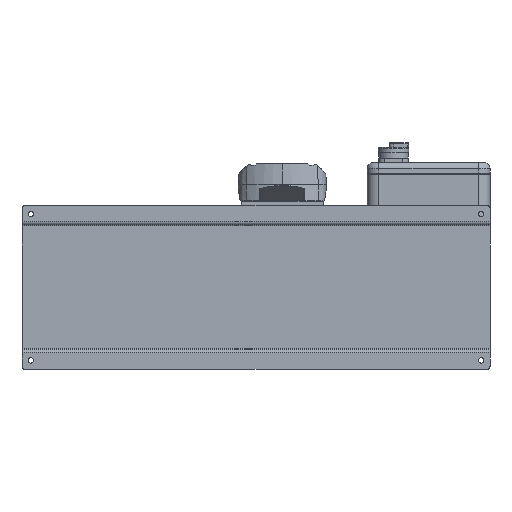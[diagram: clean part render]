
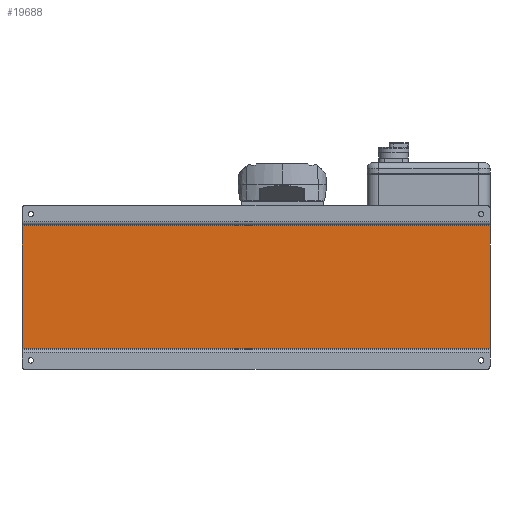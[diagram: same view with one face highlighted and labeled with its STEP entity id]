
A CAD part, front view. The second image highlights one B-rep face of the part: STEP entity #19688.
In plain terms, the highlighted planar face has unit normal (0, -1, 0).
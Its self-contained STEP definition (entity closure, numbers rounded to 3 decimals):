
#643 = AXIS2_PLACEMENT_3D ( 'NONE', #32149, #59883, #74335 ) ;
#4711 = VECTOR ( 'NONE', #77256, 1000. ) ;
#10086 = CARTESIAN_POINT ( 'NONE',  ( 355., -11., -105. ) ) ;
#13455 = ORIENTED_EDGE ( 'NONE', *, *, #47103, .T. ) ;
#15633 = LINE ( 'NONE', #42888, #68626 ) ;
#18724 = CARTESIAN_POINT ( 'NONE',  ( -445., -11., -105. ) ) ;
#19688 = ADVANCED_FACE ( 'NONE', ( #45360 ), #31697, .F. ) ;
#20513 = VERTEX_POINT ( 'NONE', #10086 ) ;
#23938 = VERTEX_POINT ( 'NONE', #54031 ) ;
#28528 = DIRECTION ( 'NONE',  ( 0., 0., -1. ) ) ;
#29950 = ORIENTED_EDGE ( 'NONE', *, *, #30220, .T. ) ;
#30220 = EDGE_CURVE ( 'NONE', #35443, #23938, #75837, .T. ) ;
#31674 = ORIENTED_EDGE ( 'NONE', *, *, #47785, .F. ) ;
#31697 = PLANE ( 'NONE',  #643 ) ;
#32149 = CARTESIAN_POINT ( 'NONE',  ( 355., -11., -105. ) ) ;
#35443 = VERTEX_POINT ( 'NONE', #88885 ) ;
#40875 = VECTOR ( 'NONE', #69012, 1000. ) ;
#42888 = CARTESIAN_POINT ( 'NONE',  ( 355., -11., -105. ) ) ;
#45360 = FACE_OUTER_BOUND ( 'NONE', #52537, .T. ) ;
#47103 = EDGE_CURVE ( 'NONE', #23938, #66711, #80911, .T. ) ;
#47785 = EDGE_CURVE ( 'NONE', #20513, #66711, #15633, .T. ) ;
#48059 = LINE ( 'NONE', #83918, #68547 ) ;
#49615 = EDGE_CURVE ( 'NONE', #35443, #20513, #48059, .T. ) ;
#52537 = EDGE_LOOP ( 'NONE', ( #13455, #31674, #85005, #29950 ) ) ;
#54031 = CARTESIAN_POINT ( 'NONE',  ( -445., -11., 105. ) ) ;
#54996 = CARTESIAN_POINT ( 'NONE',  ( 355., -11., 105. ) ) ;
#59883 = DIRECTION ( 'NONE',  ( 0., 1., 0. ) ) ;
#66711 = VERTEX_POINT ( 'NONE', #82073 ) ;
#68547 = VECTOR ( 'NONE', #28528, 1000. ) ;
#68626 = VECTOR ( 'NONE', #76932, 1000. ) ;
#69012 = DIRECTION ( 'NONE',  ( -1., 0., 0. ) ) ;
#74335 = DIRECTION ( 'NONE',  ( 0., 0., 1. ) ) ;
#75837 = LINE ( 'NONE', #54996, #40875 ) ;
#76932 = DIRECTION ( 'NONE',  ( -1., 0., 0. ) ) ;
#77256 = DIRECTION ( 'NONE',  ( 0., 0., -1. ) ) ;
#80911 = LINE ( 'NONE', #18724, #4711 ) ;
#82073 = CARTESIAN_POINT ( 'NONE',  ( -445., -11., -105. ) ) ;
#83918 = CARTESIAN_POINT ( 'NONE',  ( 355., -11., 105. ) ) ;
#85005 = ORIENTED_EDGE ( 'NONE', *, *, #49615, .F. ) ;
#88885 = CARTESIAN_POINT ( 'NONE',  ( 355., -11., 105. ) ) ;
